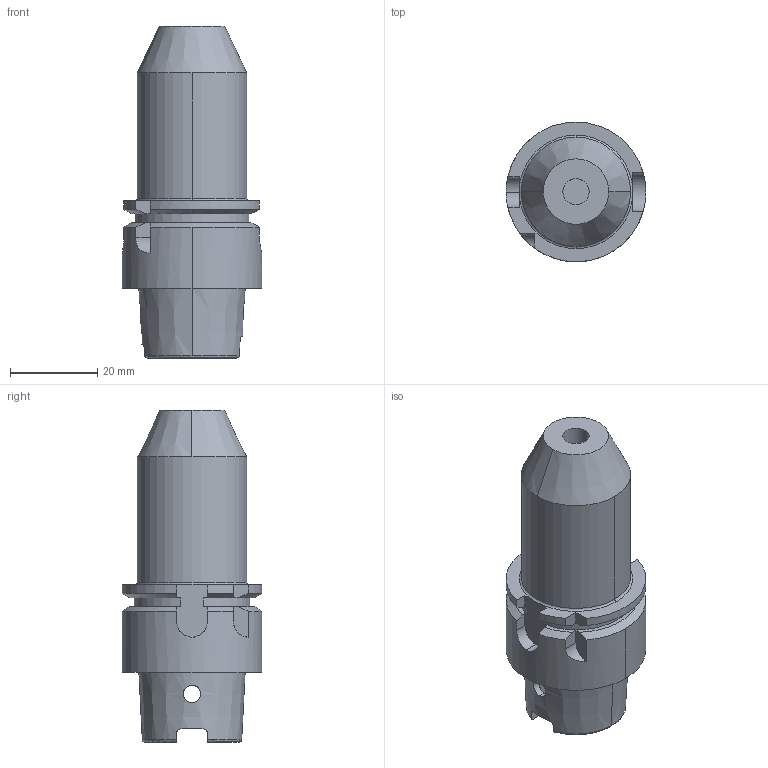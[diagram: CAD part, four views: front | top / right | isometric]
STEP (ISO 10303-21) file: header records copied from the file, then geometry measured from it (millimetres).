
FILE_DESCRIPTION (( 'STEP AP203' ), '1' );
FILE_NAME ('STP-SAKEM-70.653.06.060.STEP', '2021-03-18T07:21:46', ( '' ), ( '' ), 'SwSTEP 2.0', 'SolidWorks 2017', '' );
FILE_SCHEMA (( 'CONFIG_CONTROL_DESIGN' ));
Length unit declared in the file: millimetre
Products named in the file (1): STP-SAKEM-70.653.06.060
Bounding box: 32 x 32 x 76 mm (x, y, z)
Volume: 31789.4 mm3; surface area: 10009.2 mm2
Topology: 1 solids, 1 shells, 94 faces, 254 edges, 163 vertices
Faces by surface type: cylinder 33, plane 33, cone 19, torus 9
Entity records: 3416 total; most frequent: CARTESIAN_POINT 976, ORIENTED_EDGE 508, DIRECTION 493, EDGE_CURVE 254, AXIS2_PLACEMENT_3D 192, VERTEX_POINT 163, VECTOR 109, LINE 109
